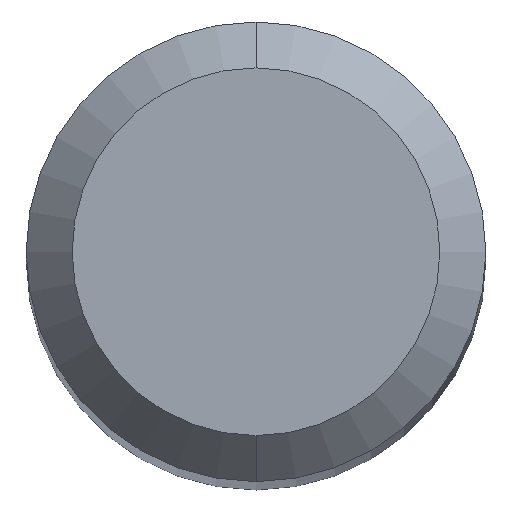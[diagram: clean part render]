
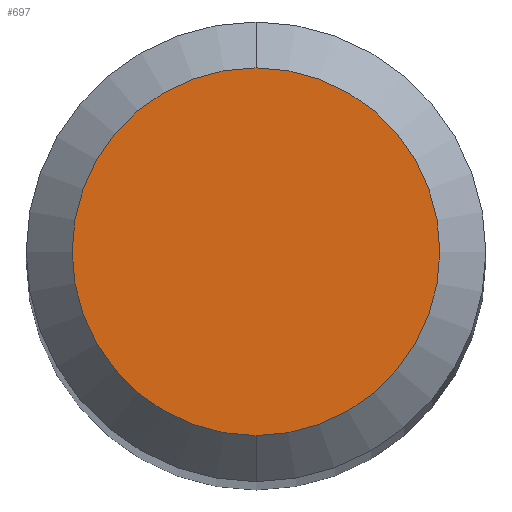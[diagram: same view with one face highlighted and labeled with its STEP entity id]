
A CAD part, top view. The second image highlights one B-rep face of the part: STEP entity #697.
In plain terms, the highlighted planar face has unit normal (0, 0, 1).
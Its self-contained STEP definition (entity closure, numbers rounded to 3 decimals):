
#379=EDGE_CURVE('',#671,#931,#1005,.T.);
#435=EDGE_CURVE('',#931,#671,#1069,.T.);
#671=VERTEX_POINT('',#1325);
#697=ADVANCED_FACE('',(#1352),#1353,.T.);
#931=VERTEX_POINT('',#1606);
#1005=CIRCLE('',#1781,1.2);
#1069=CIRCLE('',#1995,1.2);
#1325=CARTESIAN_POINT('',(0.,-1.2,0.0));
#1352=FACE_OUTER_BOUND('',#3476,.T.);
#1353=PLANE('',#3477);
#1606=CARTESIAN_POINT('',(0.0,1.2,0.0));
#1781=AXIS2_PLACEMENT_3D('',#5847,#5848,#5849);
#1995=AXIS2_PLACEMENT_3D('',#5935,#5936,#5937);
#3476=EDGE_LOOP('',(#6205,#6206));
#3477=AXIS2_PLACEMENT_3D('',#6207,#6208,#6209);
#5847=CARTESIAN_POINT('',(0.0,0.0,0.0));
#5848=DIRECTION('',(0.0,0.0,-1.0));
#5849=DIRECTION('',(0.0,1.0,0.0));
#5935=CARTESIAN_POINT('',(0.0,0.0,0.0));
#5936=DIRECTION('',(0.0,0.0,-1.0));
#5937=DIRECTION('',(0.0,1.0,0.0));
#6205=ORIENTED_EDGE('',*,*,#435,.F.);
#6206=ORIENTED_EDGE('',*,*,#379,.F.);
#6207=CARTESIAN_POINT('',(0.0,0.6,0.0));
#6208=DIRECTION('',(-0.0,0.0,1.0));
#6209=DIRECTION('',(0.0,-1.0,0.0));
